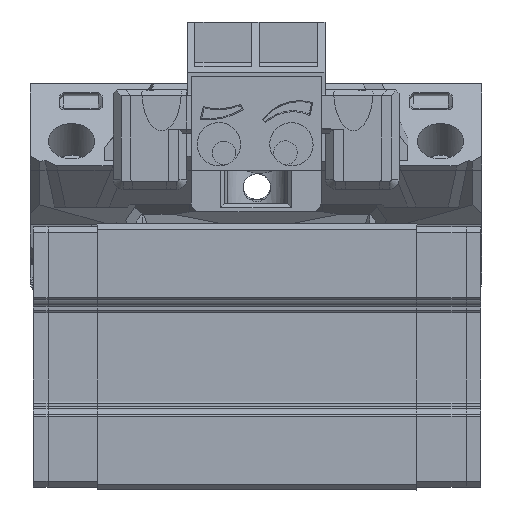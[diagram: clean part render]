
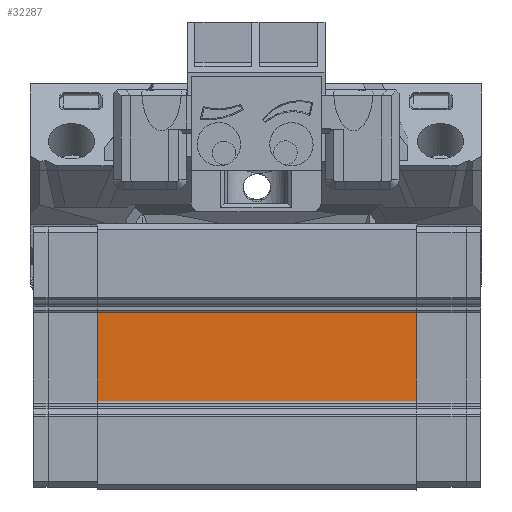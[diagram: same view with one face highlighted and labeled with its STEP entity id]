
A CAD part, front view. The second image highlights one B-rep face of the part: STEP entity #32287.
In plain terms, the highlighted face is planar.
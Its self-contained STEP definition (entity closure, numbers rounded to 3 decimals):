
#4112=FACE_OUTER_BOUND('',#6107,.T.);
#6107=EDGE_LOOP('',(#27979,#27980,#27981,#27982));
#9051=LINE('',#56750,#12240);
#9107=LINE('',#56931,#12296);
#9108=LINE('',#56934,#12297);
#9109=LINE('',#56935,#12298);
#12240=VECTOR('',#42421,1.);
#12296=VECTOR('',#42615,1.);
#12297=VECTOR('',#42618,1.);
#12298=VECTOR('',#42619,1.);
#15011=VERTEX_POINT('',#56747);
#15012=VERTEX_POINT('',#56749);
#15068=VERTEX_POINT('',#56929);
#15069=VERTEX_POINT('',#56933);
#19370=EDGE_CURVE('',#15011,#15012,#9051,.T.);
#19458=EDGE_CURVE('',#15011,#15068,#9107,.T.);
#19459=EDGE_CURVE('',#15069,#15068,#9108,.T.);
#19460=EDGE_CURVE('',#15012,#15069,#9109,.T.);
#27979=ORIENTED_EDGE('',*,*,#19459,.F.);
#27980=ORIENTED_EDGE('',*,*,#19460,.F.);
#27981=ORIENTED_EDGE('',*,*,#19370,.F.);
#27982=ORIENTED_EDGE('',*,*,#19458,.T.);
#30463=PLANE('',#34846);
#32287=ADVANCED_FACE('',(#4112),#30463,.F.);
#34846=AXIS2_PLACEMENT_3D('',#56932,#42616,#42617);
#42421=DIRECTION('',(0.,-1.,0.));
#42615=DIRECTION('',(1.,0.,0.));
#42616=DIRECTION('center_axis',(0.,0.,1.));
#42617=DIRECTION('ref_axis',(1.,0.,0.));
#42618=DIRECTION('',(0.,1.,0.));
#42619=DIRECTION('',(1.,0.,0.));
#56747=CARTESIAN_POINT('',(121.3,5.5,8.));
#56749=CARTESIAN_POINT('',(121.3,-5.5,8.));
#56750=CARTESIAN_POINT('',(121.3,-2.739,8.));
#56929=CARTESIAN_POINT('',(153.7,5.5,8.));
#56931=CARTESIAN_POINT('',(121.3,5.5,8.));
#56932=CARTESIAN_POINT('Origin',(121.3,-5.5,8.));
#56933=CARTESIAN_POINT('',(153.7,-5.5,8.));
#56934=CARTESIAN_POINT('',(153.7,-2.739,8.));
#56935=CARTESIAN_POINT('',(121.3,-5.5,8.));
